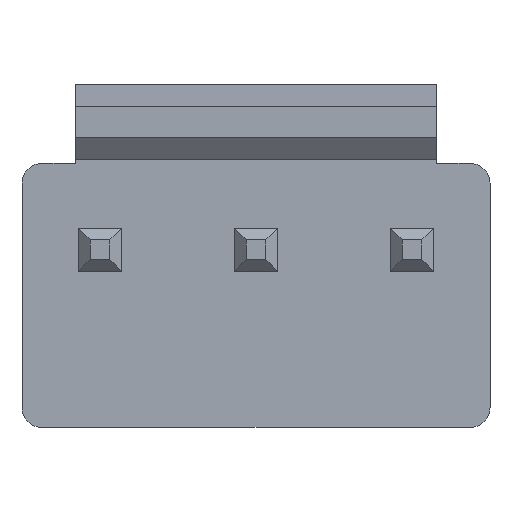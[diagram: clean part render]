
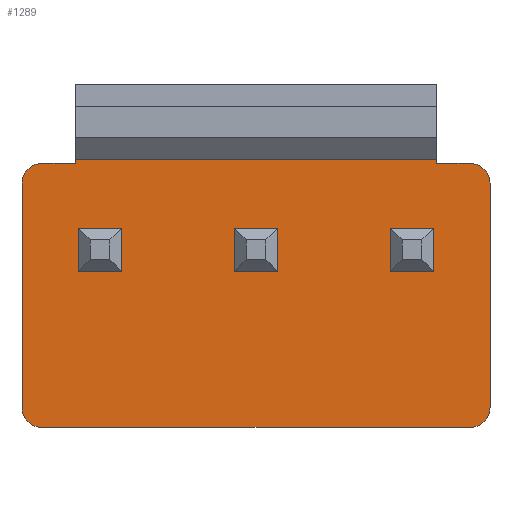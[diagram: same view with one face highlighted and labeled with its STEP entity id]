
A CAD part, left-side view. The second image highlights one B-rep face of the part: STEP entity #1289.
In plain terms, the highlighted planar face has unit normal (-1, 0, 0).
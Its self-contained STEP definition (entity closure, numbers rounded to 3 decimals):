
#17=FACE_BOUND('',#181,.T.);
#18=FACE_BOUND('',#182,.T.);
#19=FACE_BOUND('',#183,.T.);
#20=CIRCLE('',#1378,0.5);
#25=CIRCLE('',#1386,0.5);
#26=CIRCLE('',#1388,0.5);
#27=CIRCLE('',#1391,0.5);
#103=FACE_OUTER_BOUND('',#180,.T.);
#180=EDGE_LOOP('',(#1071,#1072,#1073,#1074,#1075,#1076,#1077,#1078,#1079,
#1080,#1081,#1082));
#181=EDGE_LOOP('',(#1083,#1084,#1085,#1086));
#182=EDGE_LOOP('',(#1087,#1088,#1089,#1090));
#183=EDGE_LOOP('',(#1091,#1092,#1093,#1094));
#210=LINE('',#1766,#376);
#213=LINE('',#1771,#379);
#215=LINE('',#1776,#381);
#216=LINE('',#1778,#382);
#250=LINE('',#1848,#416);
#253=LINE('',#1853,#419);
#255=LINE('',#1858,#421);
#256=LINE('',#1860,#422);
#290=LINE('',#1930,#456);
#293=LINE('',#1935,#459);
#315=LINE('',#1981,#481);
#316=LINE('',#1983,#482);
#327=LINE('',#2017,#493);
#332=LINE('',#2031,#498);
#334=LINE('',#2035,#500);
#335=LINE('',#2037,#501);
#336=LINE('',#2039,#502);
#337=LINE('',#2041,#503);
#338=LINE('',#2043,#504);
#339=LINE('',#2045,#505);
#376=VECTOR('',#1430,10.);
#379=VECTOR('',#1435,10.);
#381=VECTOR('',#1441,10.);
#382=VECTOR('',#1444,10.);
#416=VECTOR('',#1506,10.);
#419=VECTOR('',#1511,10.);
#421=VECTOR('',#1517,10.);
#422=VECTOR('',#1520,10.);
#456=VECTOR('',#1582,10.);
#459=VECTOR('',#1587,10.);
#481=VECTOR('',#1631,10.);
#482=VECTOR('',#1634,10.);
#493=VECTOR('',#1661,10.);
#498=VECTOR('',#1676,10.);
#500=VECTOR('',#1680,10.);
#501=VECTOR('',#1681,10.);
#502=VECTOR('',#1682,10.);
#503=VECTOR('',#1683,10.);
#504=VECTOR('',#1684,10.);
#505=VECTOR('',#1687,10.);
#537=VERTEX_POINT('',#1763);
#538=VERTEX_POINT('',#1765);
#539=VERTEX_POINT('',#1769);
#540=VERTEX_POINT('',#1774);
#561=VERTEX_POINT('',#1845);
#562=VERTEX_POINT('',#1847);
#563=VERTEX_POINT('',#1851);
#564=VERTEX_POINT('',#1856);
#585=VERTEX_POINT('',#1927);
#586=VERTEX_POINT('',#1929);
#587=VERTEX_POINT('',#1933);
#600=VERTEX_POINT('',#1979);
#601=VERTEX_POINT('',#1985);
#602=VERTEX_POINT('',#1986);
#615=VERTEX_POINT('',#2016);
#616=VERTEX_POINT('',#2020);
#617=VERTEX_POINT('',#2024);
#618=VERTEX_POINT('',#2025);
#619=VERTEX_POINT('',#2030);
#620=VERTEX_POINT('',#2034);
#621=VERTEX_POINT('',#2036);
#622=VERTEX_POINT('',#2038);
#623=VERTEX_POINT('',#2040);
#624=VERTEX_POINT('',#2042);
#650=EDGE_CURVE('',#538,#537,#210,.T.);
#653=EDGE_CURVE('',#537,#539,#213,.T.);
#655=EDGE_CURVE('',#539,#540,#215,.T.);
#656=EDGE_CURVE('',#540,#538,#216,.T.);
#690=EDGE_CURVE('',#562,#561,#250,.T.);
#693=EDGE_CURVE('',#561,#563,#253,.T.);
#695=EDGE_CURVE('',#563,#564,#255,.T.);
#696=EDGE_CURVE('',#564,#562,#256,.T.);
#730=EDGE_CURVE('',#586,#585,#290,.T.);
#733=EDGE_CURVE('',#585,#587,#293,.T.);
#755=EDGE_CURVE('',#587,#600,#315,.T.);
#756=EDGE_CURVE('',#600,#586,#316,.T.);
#757=EDGE_CURVE('',#601,#602,#20,.T.);
#772=EDGE_CURVE('',#602,#615,#327,.T.);
#774=EDGE_CURVE('',#615,#616,#25,.T.);
#776=EDGE_CURVE('',#617,#618,#26,.T.);
#779=EDGE_CURVE('',#618,#619,#332,.T.);
#781=EDGE_CURVE('',#601,#620,#334,.T.);
#782=EDGE_CURVE('',#620,#621,#335,.T.);
#783=EDGE_CURVE('',#621,#622,#336,.T.);
#784=EDGE_CURVE('',#622,#623,#337,.T.);
#785=EDGE_CURVE('',#623,#624,#338,.T.);
#786=EDGE_CURVE('',#619,#624,#27,.T.);
#787=EDGE_CURVE('',#616,#617,#339,.T.);
#1071=ORIENTED_EDGE('',*,*,#757,.F.);
#1072=ORIENTED_EDGE('',*,*,#781,.T.);
#1073=ORIENTED_EDGE('',*,*,#782,.T.);
#1074=ORIENTED_EDGE('',*,*,#783,.T.);
#1075=ORIENTED_EDGE('',*,*,#784,.T.);
#1076=ORIENTED_EDGE('',*,*,#785,.T.);
#1077=ORIENTED_EDGE('',*,*,#786,.F.);
#1078=ORIENTED_EDGE('',*,*,#779,.F.);
#1079=ORIENTED_EDGE('',*,*,#776,.F.);
#1080=ORIENTED_EDGE('',*,*,#787,.F.);
#1081=ORIENTED_EDGE('',*,*,#774,.F.);
#1082=ORIENTED_EDGE('',*,*,#772,.F.);
#1083=ORIENTED_EDGE('',*,*,#650,.T.);
#1084=ORIENTED_EDGE('',*,*,#653,.T.);
#1085=ORIENTED_EDGE('',*,*,#655,.T.);
#1086=ORIENTED_EDGE('',*,*,#656,.T.);
#1087=ORIENTED_EDGE('',*,*,#690,.T.);
#1088=ORIENTED_EDGE('',*,*,#693,.T.);
#1089=ORIENTED_EDGE('',*,*,#695,.T.);
#1090=ORIENTED_EDGE('',*,*,#696,.T.);
#1091=ORIENTED_EDGE('',*,*,#733,.T.);
#1092=ORIENTED_EDGE('',*,*,#755,.T.);
#1093=ORIENTED_EDGE('',*,*,#756,.T.);
#1094=ORIENTED_EDGE('',*,*,#730,.T.);
#1216=PLANE('',#1390);
#1289=ADVANCED_FACE('',(#103,#17,#18,#19),#1216,.T.);
#1378=AXIS2_PLACEMENT_3D('',#1987,#1637,#1638);
#1386=AXIS2_PLACEMENT_3D('',#2021,#1665,#1666);
#1388=AXIS2_PLACEMENT_3D('',#2026,#1670,#1671);
#1390=AXIS2_PLACEMENT_3D('',#2033,#1678,#1679);
#1391=AXIS2_PLACEMENT_3D('',#2044,#1685,#1686);
#1430=DIRECTION('',(0.,0.,1.));
#1435=DIRECTION('',(0.,-1.,0.));
#1441=DIRECTION('',(0.,0.,-1.));
#1444=DIRECTION('',(0.,1.,0.));
#1506=DIRECTION('',(0.,0.,1.));
#1511=DIRECTION('',(0.,-1.,0.));
#1517=DIRECTION('',(0.,0.,-1.));
#1520=DIRECTION('',(0.,1.,0.));
#1582=DIRECTION('',(0.,0.,1.));
#1587=DIRECTION('',(0.,-1.,0.));
#1631=DIRECTION('',(0.,0.,-1.));
#1634=DIRECTION('',(0.,1.,0.));
#1637=DIRECTION('center_axis',(1.,0.,0.));
#1638=DIRECTION('ref_axis',(0.,-0.707,0.707));
#1661=DIRECTION('',(0.,0.,-1.));
#1665=DIRECTION('center_axis',(1.,0.,0.));
#1666=DIRECTION('ref_axis',(0.,-0.707,-0.707));
#1670=DIRECTION('center_axis',(1.,0.,0.));
#1671=DIRECTION('ref_axis',(0.,0.707,-0.707));
#1676=DIRECTION('',(0.,0.,1.));
#1678=DIRECTION('center_axis',(-1.,0.,0.));
#1679=DIRECTION('ref_axis',(0.,0.,1.));
#1680=DIRECTION('',(0.,1.,0.));
#1681=DIRECTION('',(0.,0.,1.));
#1682=DIRECTION('',(0.,1.,0.));
#1683=DIRECTION('',(0.,0.,-1.));
#1684=DIRECTION('',(0.,1.,0.));
#1685=DIRECTION('center_axis',(1.,0.,0.));
#1686=DIRECTION('ref_axis',(0.,0.707,0.707));
#1687=DIRECTION('',(0.,1.,0.));
#1763=CARTESIAN_POINT('',(-3.2,4.51,5.06));
#1765=CARTESIAN_POINT('',(-3.2,4.51,3.96));
#1766=CARTESIAN_POINT('',(-3.2,4.51,2.53));
#1769=CARTESIAN_POINT('',(-3.2,3.41,5.06));
#1771=CARTESIAN_POINT('',(-3.2,1.705,5.06));
#1774=CARTESIAN_POINT('',(-3.2,3.41,3.96));
#1776=CARTESIAN_POINT('',(-3.2,3.41,1.98));
#1778=CARTESIAN_POINT('',(-3.2,2.255,3.96));
#1845=CARTESIAN_POINT('',(-3.2,0.55,5.06));
#1847=CARTESIAN_POINT('',(-3.2,0.55,3.96));
#1848=CARTESIAN_POINT('',(-3.2,0.55,2.53));
#1851=CARTESIAN_POINT('',(-3.2,-0.55,5.06));
#1853=CARTESIAN_POINT('',(-3.2,-0.275,5.06));
#1856=CARTESIAN_POINT('',(-3.2,-0.55,3.96));
#1858=CARTESIAN_POINT('',(-3.2,-0.55,1.98));
#1860=CARTESIAN_POINT('',(-3.2,0.275,3.96));
#1927=CARTESIAN_POINT('',(-3.2,-3.41,5.06));
#1929=CARTESIAN_POINT('',(-3.2,-3.41,3.96));
#1930=CARTESIAN_POINT('',(-3.2,-3.41,2.53));
#1933=CARTESIAN_POINT('',(-3.2,-4.51,5.06));
#1935=CARTESIAN_POINT('',(-3.2,-2.255,5.06));
#1979=CARTESIAN_POINT('',(-3.2,-4.51,3.96));
#1981=CARTESIAN_POINT('',(-3.2,-4.51,1.98));
#1983=CARTESIAN_POINT('',(-3.2,-1.705,3.96));
#1985=CARTESIAN_POINT('',(-3.2,-5.44,6.7));
#1986=CARTESIAN_POINT('',(-3.2,-5.94,6.2));
#1987=CARTESIAN_POINT('Origin',(-3.2,-5.44,6.2));
#2016=CARTESIAN_POINT('',(-3.2,-5.94,0.5));
#2017=CARTESIAN_POINT('',(-3.2,-5.94,0.));
#2020=CARTESIAN_POINT('',(-3.2,-5.44,0.));
#2021=CARTESIAN_POINT('Origin',(-3.2,-5.44,0.5));
#2024=CARTESIAN_POINT('',(-3.2,5.44,0.));
#2025=CARTESIAN_POINT('',(-3.2,5.94,0.5));
#2026=CARTESIAN_POINT('Origin',(-3.2,5.44,0.5));
#2030=CARTESIAN_POINT('',(-3.2,5.94,6.2));
#2031=CARTESIAN_POINT('',(-3.2,5.94,0.));
#2033=CARTESIAN_POINT('Origin',(-3.2,0.,0.));
#2034=CARTESIAN_POINT('',(-3.2,-4.58,6.7));
#2035=CARTESIAN_POINT('',(-3.2,-2.63,6.7));
#2036=CARTESIAN_POINT('',(-3.2,-4.58,6.8));
#2037=CARTESIAN_POINT('',(-3.2,-4.58,4.35));
#2038=CARTESIAN_POINT('',(-3.2,4.58,6.8));
#2039=CARTESIAN_POINT('',(-3.2,0.,6.8));
#2040=CARTESIAN_POINT('',(-3.2,4.58,6.7));
#2041=CARTESIAN_POINT('',(-3.2,4.58,4.35));
#2042=CARTESIAN_POINT('',(-3.2,5.44,6.7));
#2043=CARTESIAN_POINT('',(-3.2,2.63,6.7));
#2044=CARTESIAN_POINT('Origin',(-3.2,5.44,6.2));
#2045=CARTESIAN_POINT('',(-3.2,0.,0.));
